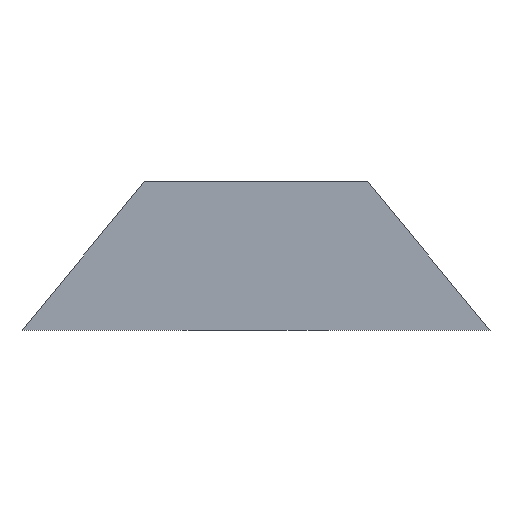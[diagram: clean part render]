
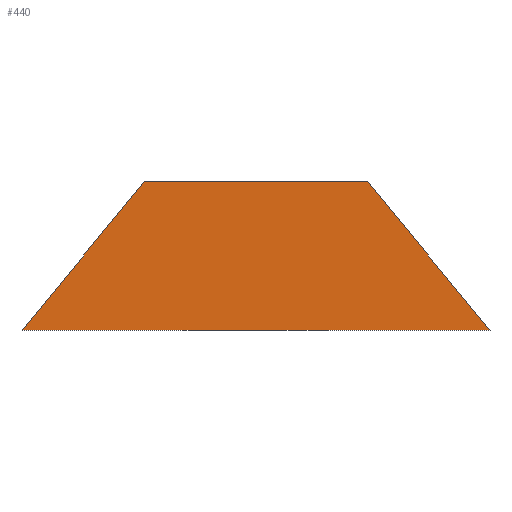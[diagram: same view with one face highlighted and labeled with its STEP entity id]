
A CAD part, front view. The second image highlights one B-rep face of the part: STEP entity #440.
In plain terms, the highlighted planar face has unit normal (0, -1, 0).
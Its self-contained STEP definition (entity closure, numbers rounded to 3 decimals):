
#40=PLANE('',#482);
#64=FACE_OUTER_BOUND('',#92,.T.);
#92=EDGE_LOOP('',(#411,#412,#413,#414));
#132=LINE('',#686,#186);
#139=LINE('',#699,#193);
#142=LINE('',#705,#196);
#145=LINE('',#710,#199);
#186=VECTOR('',#566,10.);
#193=VECTOR('',#579,10.);
#196=VECTOR('',#584,10.);
#199=VECTOR('',#589,10.);
#233=VERTEX_POINT('',#683);
#234=VERTEX_POINT('',#685);
#237=VERTEX_POINT('',#698);
#239=VERTEX_POINT('',#704);
#284=EDGE_CURVE('',#233,#234,#132,.T.);
#291=EDGE_CURVE('',#233,#237,#139,.T.);
#294=EDGE_CURVE('',#237,#239,#142,.T.);
#297=EDGE_CURVE('',#234,#239,#145,.T.);
#411=ORIENTED_EDGE('',*,*,#284,.F.);
#412=ORIENTED_EDGE('',*,*,#291,.T.);
#413=ORIENTED_EDGE('',*,*,#294,.T.);
#414=ORIENTED_EDGE('',*,*,#297,.F.);
#440=ADVANCED_FACE('',(#64),#40,.F.);
#482=AXIS2_PLACEMENT_3D('',#713,#593,#594);
#566=DIRECTION('',(1.,0.,0.));
#579=DIRECTION('',(-0.635,0.,-0.773));
#584=DIRECTION('',(1.,0.,0.));
#589=DIRECTION('',(0.635,0.,-0.773));
#593=DIRECTION('center_axis',(0.,1.,0.));
#594=DIRECTION('ref_axis',(1.,0.,0.));
#683=CARTESIAN_POINT('',(-2.625,0.,3.5));
#685=CARTESIAN_POINT('',(2.625,0.,3.5));
#686=CARTESIAN_POINT('',(0.,0.,3.5));
#698=CARTESIAN_POINT('',(-5.5,0.,0.));
#699=CARTESIAN_POINT('',(-2.625,0.,3.5));
#704=CARTESIAN_POINT('',(5.5,0.,0.));
#705=CARTESIAN_POINT('',(0.,0.,0.));
#710=CARTESIAN_POINT('',(2.625,0.,3.5));
#713=CARTESIAN_POINT('Origin',(0.,0.,1.75));
